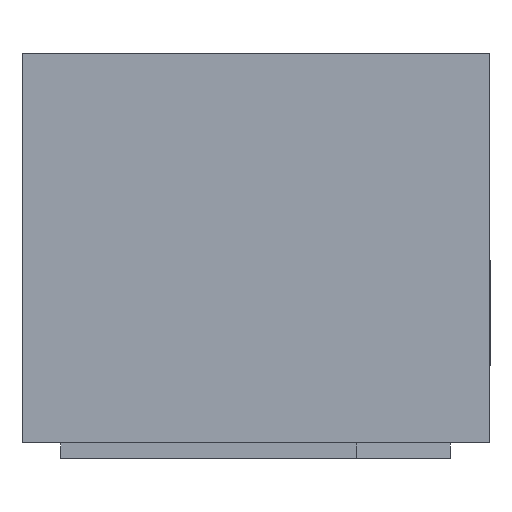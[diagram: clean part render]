
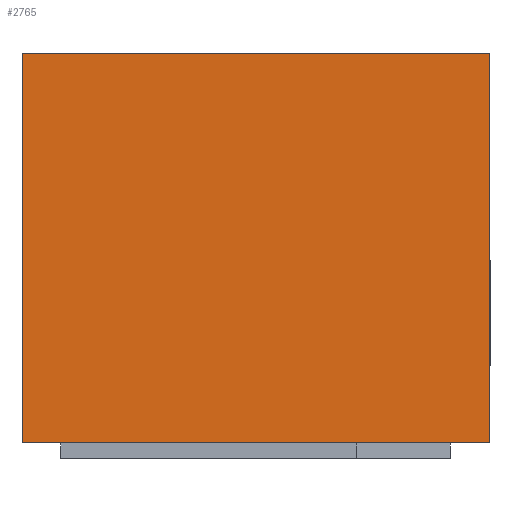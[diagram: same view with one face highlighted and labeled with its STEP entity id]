
A CAD part, left-side view. The second image highlights one B-rep face of the part: STEP entity #2765.
In plain terms, the highlighted planar face has unit normal (-1, 0, 0).
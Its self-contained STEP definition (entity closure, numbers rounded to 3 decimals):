
#133 = LINE ( 'NONE', #905, #11385 ) ;
#469 = LINE ( 'NONE', #6743, #3295 ) ;
#905 = CARTESIAN_POINT ( 'NONE',  ( -0.5, 0.3, 0.5 ) ) ;
#1100 = AXIS2_PLACEMENT_3D ( 'NONE', #5304, #11630, #6142 ) ;
#1333 = EDGE_CURVE ( 'NONE', #10454, #7646, #133, .T. ) ;
#1506 = CARTESIAN_POINT ( 'NONE',  ( -0.5, -0.3, 0.5 ) ) ;
#1529 = CARTESIAN_POINT ( 'NONE',  ( -0.5, 0.3, 0. ) ) ;
#1856 = EDGE_LOOP ( 'NONE', ( #7714, #11219, #7266, #10008 ) ) ;
#2425 = LINE ( 'NONE', #1506, #10221 ) ;
#2497 = PLANE ( 'NONE',  #1100 ) ;
#2765 = ADVANCED_FACE ( 'NONE', ( #8817 ), #2497, .F. ) ;
#3219 = CARTESIAN_POINT ( 'NONE',  ( -0.5, -0.3, 0.5 ) ) ;
#3295 = VECTOR ( 'NONE', #10358, 1000. ) ;
#4089 = VECTOR ( 'NONE', #7599, 1000. ) ;
#5197 = LINE ( 'NONE', #1529, #4089 ) ;
#5304 = CARTESIAN_POINT ( 'NONE',  ( -0.5, 0.3, 0.5 ) ) ;
#6142 = DIRECTION ( 'NONE',  ( 0., 1., 0. ) ) ;
#6567 = CARTESIAN_POINT ( 'NONE',  ( -0.5, -0.3, 0. ) ) ;
#6743 = CARTESIAN_POINT ( 'NONE',  ( -0.5, 0.3, 0.5 ) ) ;
#6832 = DIRECTION ( 'NONE',  ( 0., 0., -1. ) ) ;
#7266 = ORIENTED_EDGE ( 'NONE', *, *, #1333, .F. ) ;
#7374 = EDGE_CURVE ( 'NONE', #11557, #11498, #5197, .T. ) ;
#7599 = DIRECTION ( 'NONE',  ( 0., -1., 0. ) ) ;
#7646 = VERTEX_POINT ( 'NONE', #3219 ) ;
#7714 = ORIENTED_EDGE ( 'NONE', *, *, #7374, .T. ) ;
#8817 = FACE_OUTER_BOUND ( 'NONE', #1856, .T. ) ;
#8821 = EDGE_CURVE ( 'NONE', #7646, #11498, #2425, .T. ) ;
#10008 = ORIENTED_EDGE ( 'NONE', *, *, #10660, .T. ) ;
#10062 = DIRECTION ( 'NONE',  ( 0., -1., 0. ) ) ;
#10221 = VECTOR ( 'NONE', #6832, 1000. ) ;
#10358 = DIRECTION ( 'NONE',  ( 0., 0., -1. ) ) ;
#10423 = CARTESIAN_POINT ( 'NONE',  ( -0.5, 0.3, 0.5 ) ) ;
#10454 = VERTEX_POINT ( 'NONE', #10423 ) ;
#10660 = EDGE_CURVE ( 'NONE', #10454, #11557, #469, .T. ) ;
#11219 = ORIENTED_EDGE ( 'NONE', *, *, #8821, .F. ) ;
#11274 = CARTESIAN_POINT ( 'NONE',  ( -0.5, 0.3, 0. ) ) ;
#11385 = VECTOR ( 'NONE', #10062, 1000. ) ;
#11498 = VERTEX_POINT ( 'NONE', #6567 ) ;
#11557 = VERTEX_POINT ( 'NONE', #11274 ) ;
#11630 = DIRECTION ( 'NONE',  ( 1., 0., 0. ) ) ;
